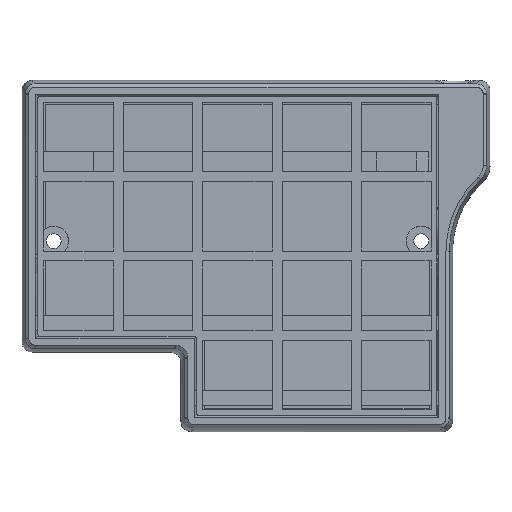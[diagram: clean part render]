
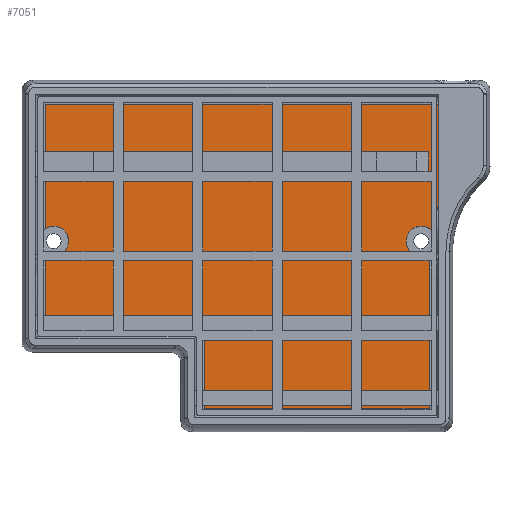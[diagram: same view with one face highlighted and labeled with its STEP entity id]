
A CAD part, top view. The second image highlights one B-rep face of the part: STEP entity #7051.
In plain terms, the highlighted planar face has unit normal (0, 0, 1).
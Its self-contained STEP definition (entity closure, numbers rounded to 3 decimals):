
#29=FACE_BOUND('',#787,.T.);
#30=FACE_BOUND('',#788,.T.);
#248=CIRCLE('',#7383,1.5);
#253=CIRCLE('',#7391,1.5);
#281=CIRCLE('',#7462,23.9);
#401=FACE_OUTER_BOUND('',#786,.T.);
#786=EDGE_LOOP('',(#5197,#5198,#5199,#5200,#5201,#5202,#5203,#5204));
#787=EDGE_LOOP('',(#5205));
#788=EDGE_LOOP('',(#5206));
#1263=LINE('',#10898,#2133);
#1320=LINE('',#11194,#2190);
#1321=LINE('',#11214,#2191);
#1322=LINE('',#11218,#2192);
#1323=LINE('',#11222,#2193);
#1324=LINE('',#11225,#2194);
#1326=LINE('',#11229,#2196);
#2133=VECTOR('',#8084,10.);
#2190=VECTOR('',#8217,10.);
#2191=VECTOR('',#8226,10.);
#2192=VECTOR('',#8233,10.);
#2193=VECTOR('',#8238,10.);
#2194=VECTOR('',#8241,10.);
#2196=VECTOR('',#8247,10.);
#3016=VERTEX_POINT('',#10760);
#3020=VERTEX_POINT('',#10775);
#3054=VERTEX_POINT('',#10895);
#3055=VERTEX_POINT('',#10897);
#3101=VERTEX_POINT('',#11193);
#3102=VERTEX_POINT('',#11197);
#3103=VERTEX_POINT('',#11212);
#3104=VERTEX_POINT('',#11213);
#3105=VERTEX_POINT('',#11220);
#3106=VERTEX_POINT('',#11224);
#3744=EDGE_CURVE('',#3016,#3016,#248,.T.);
#3752=EDGE_CURVE('',#3020,#3020,#253,.T.);
#3803=EDGE_CURVE('',#3054,#3055,#1263,.T.);
#3885=EDGE_CURVE('',#3055,#3101,#1320,.T.);
#3887=EDGE_CURVE('',#3102,#3054,#281,.T.);
#3889=EDGE_CURVE('',#3103,#3104,#1321,.T.);
#3892=EDGE_CURVE('',#3104,#3102,#1322,.T.);
#3894=EDGE_CURVE('',#3105,#3103,#1323,.T.);
#3895=EDGE_CURVE('',#3106,#3105,#1324,.T.);
#3898=EDGE_CURVE('',#3101,#3106,#1326,.T.);
#5197=ORIENTED_EDGE('',*,*,#3889,.F.);
#5198=ORIENTED_EDGE('',*,*,#3894,.F.);
#5199=ORIENTED_EDGE('',*,*,#3895,.F.);
#5200=ORIENTED_EDGE('',*,*,#3898,.F.);
#5201=ORIENTED_EDGE('',*,*,#3885,.F.);
#5202=ORIENTED_EDGE('',*,*,#3803,.F.);
#5203=ORIENTED_EDGE('',*,*,#3887,.F.);
#5204=ORIENTED_EDGE('',*,*,#3892,.F.);
#5205=ORIENTED_EDGE('',*,*,#3744,.T.);
#5206=ORIENTED_EDGE('',*,*,#3752,.T.);
#6680=PLANE('',#7473);
#7051=ADVANCED_FACE('',(#401,#29,#30),#6680,.T.);
#7383=AXIS2_PLACEMENT_3D('',#10762,#7970,#7971);
#7391=AXIS2_PLACEMENT_3D('',#10777,#7989,#7990);
#7462=AXIS2_PLACEMENT_3D('',#11198,#8222,#8223);
#7473=AXIS2_PLACEMENT_3D('',#11231,#8250,#8251);
#7970=DIRECTION('center_axis',(0.,0.,-1.));
#7971=DIRECTION('ref_axis',(-1.,0.,0.));
#7989=DIRECTION('center_axis',(0.,0.,-1.));
#7990=DIRECTION('ref_axis',(-1.,0.,0.));
#8084=DIRECTION('',(0.,-1.,0.));
#8217=DIRECTION('',(-1.,0.,0.));
#8222=DIRECTION('center_axis',(0.,0.,1.));
#8223=DIRECTION('ref_axis',(-0.91,0.414,0.));
#8226=DIRECTION('',(1.,0.,0.));
#8233=DIRECTION('',(0.,-1.,0.));
#8238=DIRECTION('',(0.,1.,0.));
#8241=DIRECTION('',(-1.,0.,0.));
#8247=DIRECTION('',(0.,1.,0.));
#8250=DIRECTION('center_axis',(0.,0.,1.));
#8251=DIRECTION('ref_axis',(1.,0.,0.));
#10760=CARTESIAN_POINT('',(70.501,-21.001,-3.8));
#10762=CARTESIAN_POINT('Origin',(69.001,-21.001,-3.8));
#10775=CARTESIAN_POINT('',(-3.5,-21.,-3.8));
#10777=CARTESIAN_POINT('Origin',(-5.,-21.,-3.8));
#10895=CARTESIAN_POINT('',(70.6,-23.112,-3.8));
#10897=CARTESIAN_POINT('',(70.6,-54.6,-3.8));
#10898=CARTESIAN_POINT('',(70.6,-41.25,-3.8));
#11193=CARTESIAN_POINT('',(25.4,-54.6,-3.8));
#11194=CARTESIAN_POINT('',(28.625,-54.6,-3.8));
#11197=CARTESIAN_POINT('',(78.1,-5.727,-3.8));
#11198=CARTESIAN_POINT('Origin',(94.5,-23.112,-3.8));
#11212=CARTESIAN_POINT('',(-6.6,6.6,-3.8));
#11213=CARTESIAN_POINT('',(78.1,6.6,-3.8));
#11214=CARTESIAN_POINT('',(58.875,6.6,-3.8));
#11218=CARTESIAN_POINT('',(78.1,-15.75,-3.8));
#11220=CARTESIAN_POINT('',(-6.6,-38.6,-3.8));
#11222=CARTESIAN_POINT('',(-6.6,-6.75,-3.8));
#11224=CARTESIAN_POINT('',(25.4,-38.6,-3.8));
#11225=CARTESIAN_POINT('',(12.625,-38.6,-3.8));
#11229=CARTESIAN_POINT('',(25.4,-33.25,-3.8));
#11231=CARTESIAN_POINT('Origin',(35.75,-24.,-3.8));
